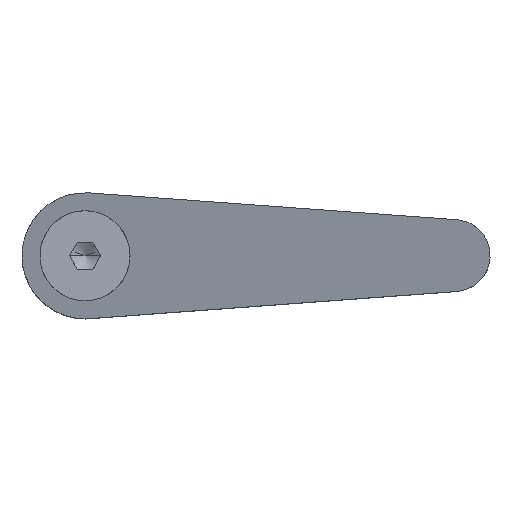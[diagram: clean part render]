
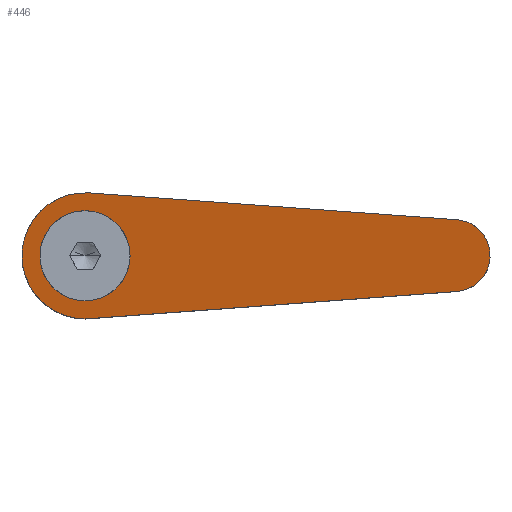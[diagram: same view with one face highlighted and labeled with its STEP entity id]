
A CAD part, top view. The second image highlights one B-rep face of the part: STEP entity #446.
In plain terms, the highlighted planar face has unit normal (-0.28, 0, 0.96).
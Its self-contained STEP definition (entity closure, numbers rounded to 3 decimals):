
#192=VERTEX_POINT('',#540);
#218=EDGE_CURVE('',#452,#262,#571,.T.);
#262=VERTEX_POINT('',#621);
#268=VERTEX_POINT('',#627);
#282=EDGE_CURVE('',#298,#480,#641,.T.);
#298=VERTEX_POINT('',#658);
#334=VERTEX_POINT('',#698);
#344=EDGE_CURVE('',#518,#452,#709,.T.);
#382=EDGE_CURVE('',#262,#518,#752,.T.);
#422=EDGE_CURVE('',#480,#268,#796,.T.);
#446=ADVANCED_FACE('',(#827,#828),#829,.F.);
#452=VERTEX_POINT('',#835);
#458=EDGE_CURVE('',#268,#334,#842,.T.);
#480=VERTEX_POINT('',#866);
#490=EDGE_CURVE('',#334,#192,#876,.T.);
#502=EDGE_CURVE('',#192,#298,#888,.T.);
#518=VERTEX_POINT('',#904);
#540=CARTESIAN_POINT('',(41.293,3.989,84.606));
#571=ELLIPSE('',#960,5.209,5.0);
#621=CARTESIAN_POINT('',(0.,5.0,72.545));
#627=CARTESIAN_POINT('',(0.512,-6.981,72.694));
#641=ELLIPSE('',#1087,7.293,7.0);
#658=CARTESIAN_POINT('',(0.512,6.981,72.694));
#698=CARTESIAN_POINT('',(41.293,-3.989,84.606));
#709=ELLIPSE('',#1197,5.209,5.0);
#752=ELLIPSE('',#1258,5.209,5.0);
#796=ELLIPSE('',#1322,7.293,7.0);
#827=FACE_OUTER_BOUND('',#1359,.T.);
#828=FACE_BOUND('',#1360,.T.);
#829=PLANE('',#1361);
#835=CARTESIAN_POINT('',(0.,-5.0,72.545));
#842=LINE('',#1379,#1380);
#866=CARTESIAN_POINT('',(-7.,0.,70.5));
#876=ELLIPSE('',#1424,4.167,4.);
#888=LINE('',#1439,#1440);
#904=CARTESIAN_POINT('',(-1.548,-4.754,72.092));
#960=AXIS2_PLACEMENT_3D('',#1532,#1533,#1534);
#1087=AXIS2_PLACEMENT_3D('',#1597,#1598,#1599);
#1197=AXIS2_PLACEMENT_3D('',#1672,#1673,#1674);
#1258=AXIS2_PLACEMENT_3D('',#1715,#1716,#1717);
#1322=AXIS2_PLACEMENT_3D('',#1769,#1770,#1771);
#1359=EDGE_LOOP('',(#1828,#1829,#1830,#1831,#1832));
#1360=EDGE_LOOP('',(#1833,#1834,#1835));
#1361=AXIS2_PLACEMENT_3D('',#1836,#1837,#1838);
#1379=CARTESIAN_POINT('',(44.068,-3.786,85.417));
#1380=VECTOR('',#1854,1.0);
#1424=AXIS2_PLACEMENT_3D('',#1883,#1884,#1885);
#1439=CARTESIAN_POINT('',(25.273,5.165,79.927));
#1440=VECTOR('',#1887,1.0);
#1532=CARTESIAN_POINT('',(0.0,0.0,72.545));
#1533=DIRECTION('',(-0.28,0.,0.96));
#1534=DIRECTION('',(-0.96,0.0,-0.28));
#1597=CARTESIAN_POINT('',(0.,0.,72.545));
#1598=DIRECTION('',(-0.28,0.,0.96));
#1599=DIRECTION('',(-0.96,0.,-0.28));
#1672=CARTESIAN_POINT('',(0.0,0.0,72.545));
#1673=DIRECTION('',(-0.28,0.,0.96));
#1674=DIRECTION('',(-0.96,0.0,-0.28));
#1715=CARTESIAN_POINT('',(0.0,0.0,72.545));
#1716=DIRECTION('',(-0.28,0.,0.96));
#1717=DIRECTION('',(-0.96,0.0,-0.28));
#1769=CARTESIAN_POINT('',(0.,0.,72.545));
#1770=DIRECTION('',(-0.28,0.,0.96));
#1771=DIRECTION('',(-0.96,0.,-0.28));
#1828=ORIENTED_EDGE('',*,*,#282,.T.);
#1829=ORIENTED_EDGE('',*,*,#422,.T.);
#1830=ORIENTED_EDGE('',*,*,#458,.T.);
#1831=ORIENTED_EDGE('',*,*,#490,.T.);
#1832=ORIENTED_EDGE('',*,*,#502,.T.);
#1833=ORIENTED_EDGE('',*,*,#344,.F.);
#1834=ORIENTED_EDGE('',*,*,#382,.F.);
#1835=ORIENTED_EDGE('',*,*,#218,.F.);
#1836=CARTESIAN_POINT('',(19.395,0.,78.21));
#1837=DIRECTION('',(0.28,0.,-0.96));
#1838=DIRECTION('',(0.269,0.96,0.079));
#1854=DIRECTION('',(0.958,0.07,0.28));
#1883=CARTESIAN_POINT('',(41.0,0.0,84.521));
#1884=DIRECTION('',(-0.28,0.,0.96));
#1885=DIRECTION('',(0.96,0.,0.28));
#1887=DIRECTION('',(-0.958,0.07,-0.28));
